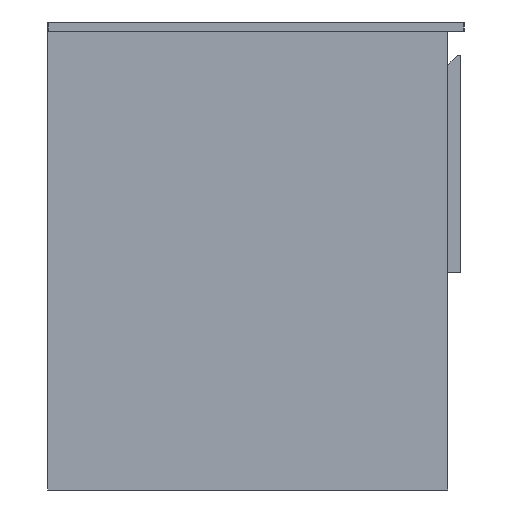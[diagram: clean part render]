
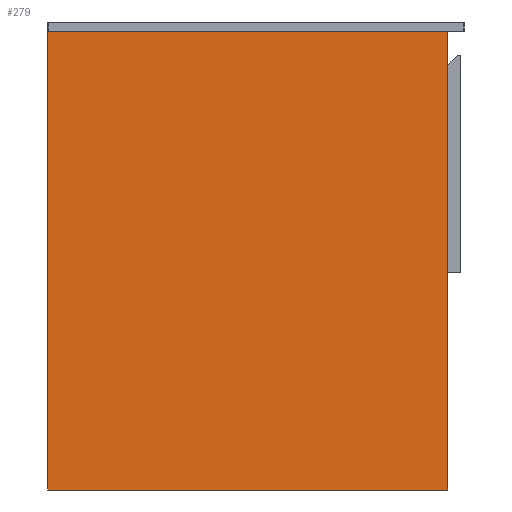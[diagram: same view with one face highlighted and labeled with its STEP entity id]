
A CAD part, left-side view. The second image highlights one B-rep face of the part: STEP entity #279.
In plain terms, the highlighted planar face has unit normal (-1, 0, 0).
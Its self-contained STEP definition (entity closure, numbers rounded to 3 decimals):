
#279=ADVANCED_FACE('',(#336),#956,.T.);
#336=FACE_OUTER_BOUND('',#393,.T.);
#393=EDGE_LOOP('',(#515,#516,#517,#518));
#515=ORIENTED_EDGE('',*,*,#701,.T.);
#516=ORIENTED_EDGE('',*,*,#702,.T.);
#517=ORIENTED_EDGE('',*,*,#703,.T.);
#518=ORIENTED_EDGE('',*,*,#699,.F.);
#699=EDGE_CURVE('',#895,#896,#812,.T.);
#701=EDGE_CURVE('',#895,#897,#814,.T.);
#702=EDGE_CURVE('',#897,#898,#815,.T.);
#703=EDGE_CURVE('',#898,#896,#816,.T.);
#812=B_SPLINE_CURVE_WITH_KNOTS('',1,(#1366,#1367),.UNSPECIFIED.,.F.,.F.,
(2,2),(0.,480.),.UNSPECIFIED.);
#814=B_SPLINE_CURVE_WITH_KNOTS('',1,(#1370,#1371),.UNSPECIFIED.,.F.,.F.,
(2,2),(0.,550.),.UNSPECIFIED.);
#815=B_SPLINE_CURVE_WITH_KNOTS('',1,(#1372,#1373),.UNSPECIFIED.,.F.,.F.,
(2,2),(0.,480.),.UNSPECIFIED.);
#816=B_SPLINE_CURVE_WITH_KNOTS('',1,(#1374,#1375),.UNSPECIFIED.,.F.,.F.,
(2,2),(0.,550.),.UNSPECIFIED.);
#895=VERTEX_POINT('',#1352);
#896=VERTEX_POINT('',#1353);
#897=VERTEX_POINT('',#1354);
#898=VERTEX_POINT('',#1355);
#956=PLANE('',#1101);
#1101=AXIS2_PLACEMENT_3D('',#1344,#1168,$);
#1168=DIRECTION('',(-1.,0.,0.));
#1344=CARTESIAN_POINT('',(-294.,-330.,-48.));
#1352=CARTESIAN_POINT('',(-294.,275.,0.));
#1353=CARTESIAN_POINT('',(-294.,275.,480.));
#1354=CARTESIAN_POINT('',(-294.,-275.,0.));
#1355=CARTESIAN_POINT('',(-294.,-275.,480.));
#1366=CARTESIAN_POINT('',(-294.,275.,0.));
#1367=CARTESIAN_POINT('',(-294.,275.,480.));
#1370=CARTESIAN_POINT('',(-294.,275.,0.));
#1371=CARTESIAN_POINT('',(-294.,-275.,0.));
#1372=CARTESIAN_POINT('',(-294.,-275.,0.));
#1373=CARTESIAN_POINT('',(-294.,-275.,480.));
#1374=CARTESIAN_POINT('',(-294.,-275.,480.));
#1375=CARTESIAN_POINT('',(-294.,275.,480.));
